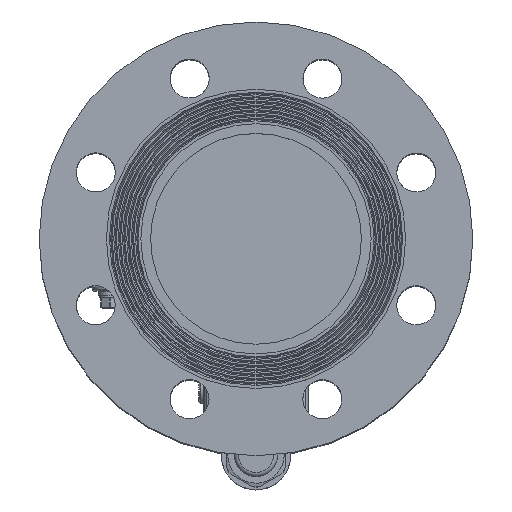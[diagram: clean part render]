
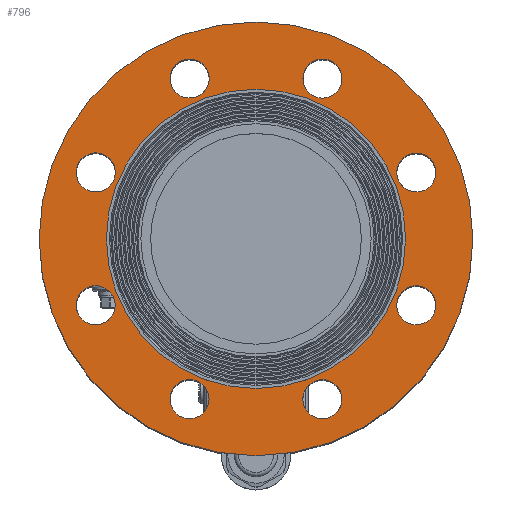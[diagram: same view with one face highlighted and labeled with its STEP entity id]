
A CAD part, top view. The second image highlights one B-rep face of the part: STEP entity #796.
In plain terms, the highlighted planar face has unit normal (0, 0, 1).
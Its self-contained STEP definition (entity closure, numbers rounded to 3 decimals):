
#796 = ADVANCED_FACE( '', ( #2190, #2191, #2192, #2193, #2194, #2195, #2196, #2197, #2198, #2199 ), #2200, .F. );
#2190 = FACE_BOUND( '', #4538, .T. );
#2191 = FACE_BOUND( '', #4539, .T. );
#2192 = FACE_BOUND( '', #4540, .T. );
#2193 = FACE_BOUND( '', #4541, .T. );
#2194 = FACE_BOUND( '', #4542, .T. );
#2195 = FACE_OUTER_BOUND( '', #4543, .T. );
#2196 = FACE_BOUND( '', #4544, .T. );
#2197 = FACE_BOUND( '', #4545, .T. );
#2198 = FACE_BOUND( '', #4546, .T. );
#2199 = FACE_BOUND( '', #4547, .T. );
#2200 = PLANE( '', #4548 );
#4538 = EDGE_LOOP( '', ( #8574 ) );
#4539 = EDGE_LOOP( '', ( #8575 ) );
#4540 = EDGE_LOOP( '', ( #8576 ) );
#4541 = EDGE_LOOP( '', ( #8577 ) );
#4542 = EDGE_LOOP( '', ( #8578 ) );
#4543 = EDGE_LOOP( '', ( #8579 ) );
#4544 = EDGE_LOOP( '', ( #8580 ) );
#4545 = EDGE_LOOP( '', ( #8581 ) );
#4546 = EDGE_LOOP( '', ( #8582 ) );
#4547 = EDGE_LOOP( '', ( #8583 ) );
#4548 = AXIS2_PLACEMENT_3D( '', #8584, #8585, #8586 );
#8574 = ORIENTED_EDGE( '', *, *, #13575, .T. );
#8575 = ORIENTED_EDGE( '', *, *, #13662, .T. );
#8576 = ORIENTED_EDGE( '', *, *, #13663, .T. );
#8577 = ORIENTED_EDGE( '', *, *, #13664, .T. );
#8578 = ORIENTED_EDGE( '', *, *, #13665, .T. );
#8579 = ORIENTED_EDGE( '', *, *, #13666, .F. );
#8580 = ORIENTED_EDGE( '', *, *, #13667, .T. );
#8581 = ORIENTED_EDGE( '', *, *, #13668, .T. );
#8582 = ORIENTED_EDGE( '', *, *, #13669, .T. );
#8583 = ORIENTED_EDGE( '', *, *, #13670, .T. );
#8584 = CARTESIAN_POINT( '', ( 0., 0., 238. ) );
#8585 = DIRECTION( '', ( 0., 0., -1. ) );
#8586 = DIRECTION( '', ( -1., 0., 0. ) );
#13575 = EDGE_CURVE( '', #15971, #15971, #15972, .T. );
#13662 = EDGE_CURVE( '', #16126, #16126, #16127, .T. );
#13663 = EDGE_CURVE( '', #16128, #16128, #16129, .T. );
#13664 = EDGE_CURVE( '', #16130, #16130, #16131, .T. );
#13665 = EDGE_CURVE( '', #16132, #16132, #16133, .T. );
#13666 = EDGE_CURVE( '', #16134, #16134, #16135, .T. );
#13667 = EDGE_CURVE( '', #16136, #16136, #16137, .T. );
#13668 = EDGE_CURVE( '', #16138, #16138, #16139, .T. );
#13669 = EDGE_CURVE( '', #16140, #16140, #16141, .T. );
#13670 = EDGE_CURVE( '', #16142, #16142, #16143, .T. );
#15971 = VERTEX_POINT( '', #20765 );
#15972 = CIRCLE( '', #20766, 9. );
#16126 = VERTEX_POINT( '', #20982 );
#16127 = CIRCLE( '', #20983, 9. );
#16128 = VERTEX_POINT( '', #20984 );
#16129 = CIRCLE( '', #20985, 9. );
#16130 = VERTEX_POINT( '', #20986 );
#16131 = CIRCLE( '', #20987, 9. );
#16132 = VERTEX_POINT( '', #20988 );
#16133 = CIRCLE( '', #20989, 69. );
#16134 = VERTEX_POINT( '', #20990 );
#16135 = CIRCLE( '', #20991, 100. );
#16136 = VERTEX_POINT( '', #20992 );
#16137 = CIRCLE( '', #20993, 9. );
#16138 = VERTEX_POINT( '', #20994 );
#16139 = CIRCLE( '', #20995, 9. );
#16140 = VERTEX_POINT( '', #20996 );
#16141 = CIRCLE( '', #20997, 9. );
#16142 = VERTEX_POINT( '', #20998 );
#16143 = CIRCLE( '', #20999, 9. );
#20765 = CARTESIAN_POINT( '', ( 73.901, -39.638, 238. ) );
#20766 = AXIS2_PLACEMENT_3D( '', #27736, #27737, #27738 );
#20982 = CARTESIAN_POINT( '', ( -39.638, -73.901, 238. ) );
#20983 = AXIS2_PLACEMENT_3D( '', #27876, #27877, #27878 );
#20984 = CARTESIAN_POINT( '', ( -73.901, 39.638, 238. ) );
#20985 = AXIS2_PLACEMENT_3D( '', #27879, #27880, #27881 );
#20986 = CARTESIAN_POINT( '', ( 39.638, 73.901, 238. ) );
#20987 = AXIS2_PLACEMENT_3D( '', #27882, #27883, #27884 );
#20988 = CARTESIAN_POINT( '', ( 69., 0., 238. ) );
#20989 = AXIS2_PLACEMENT_3D( '', #27885, #27886, #27887 );
#20990 = CARTESIAN_POINT( '', ( 100., 0., 238. ) );
#20991 = AXIS2_PLACEMENT_3D( '', #27888, #27889, #27890 );
#20992 = CARTESIAN_POINT( '', ( -24.227, 80.284, 238. ) );
#20993 = AXIS2_PLACEMENT_3D( '', #27891, #27892, #27893 );
#20994 = CARTESIAN_POINT( '', ( -80.284, -24.227, 238. ) );
#20995 = AXIS2_PLACEMENT_3D( '', #27894, #27895, #27896 );
#20996 = CARTESIAN_POINT( '', ( 24.227, -80.284, 238. ) );
#20997 = AXIS2_PLACEMENT_3D( '', #27897, #27898, #27899 );
#20998 = CARTESIAN_POINT( '', ( 80.284, 24.227, 238. ) );
#20999 = AXIS2_PLACEMENT_3D( '', #27900, #27901, #27902 );
#27736 = CARTESIAN_POINT( '', ( 73.901, -30.638, 238. ) );
#27737 = DIRECTION( '', ( 0., 0., -1. ) );
#27738 = DIRECTION( '', ( 0., -1., 0. ) );
#27876 = CARTESIAN_POINT( '', ( -30.638, -73.901, 238. ) );
#27877 = DIRECTION( '', ( 0., 0., -1. ) );
#27878 = DIRECTION( '', ( -1., 0., 0. ) );
#27879 = CARTESIAN_POINT( '', ( -73.901, 30.638, 238. ) );
#27880 = DIRECTION( '', ( 0., 0., -1. ) );
#27881 = DIRECTION( '', ( 0., 1., 0. ) );
#27882 = CARTESIAN_POINT( '', ( 30.638, 73.901, 238. ) );
#27883 = DIRECTION( '', ( 0., 0., -1. ) );
#27884 = DIRECTION( '', ( 1., 0., 0. ) );
#27885 = CARTESIAN_POINT( '', ( 0., 0., 238. ) );
#27886 = DIRECTION( '', ( 0., 0., -1. ) );
#27887 = DIRECTION( '', ( 1., 0., 0. ) );
#27888 = CARTESIAN_POINT( '', ( 0., 0., 238. ) );
#27889 = DIRECTION( '', ( 0., 0., -1. ) );
#27890 = DIRECTION( '', ( 1., 0., 0. ) );
#27891 = CARTESIAN_POINT( '', ( -30.591, 73.92, 238. ) );
#27892 = DIRECTION( '', ( 0., 0., -1. ) );
#27893 = DIRECTION( '', ( 0.707, 0.707, 0. ) );
#27894 = CARTESIAN_POINT( '', ( -73.92, -30.591, 238. ) );
#27895 = DIRECTION( '', ( 0., 0., -1. ) );
#27896 = DIRECTION( '', ( -0.707, 0.707, 0. ) );
#27897 = CARTESIAN_POINT( '', ( 30.591, -73.92, 238. ) );
#27898 = DIRECTION( '', ( 0., 0., -1. ) );
#27899 = DIRECTION( '', ( -0.707, -0.707, 0. ) );
#27900 = CARTESIAN_POINT( '', ( 73.92, 30.591, 238. ) );
#27901 = DIRECTION( '', ( 0., 0., -1. ) );
#27902 = DIRECTION( '', ( 0.707, -0.707, 0. ) );
